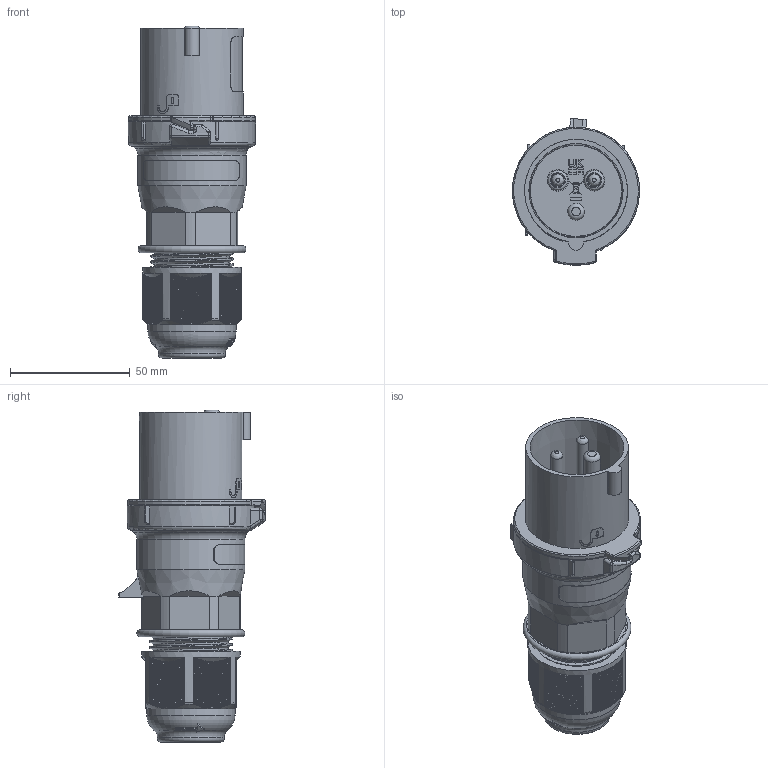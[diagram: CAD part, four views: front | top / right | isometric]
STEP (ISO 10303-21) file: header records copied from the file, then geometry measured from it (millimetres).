
FILE_DESCRIPTION(/* description */ (''),/* implementation_level */ '2;1');
FILE_NAME(/* name */ '2126.stp',/* time_stamp */ '2023-09-13T14:09:50+02:00',/* author */ ('massmann'),/* organization */ (''),/* preprocessor_version */ 'ST-DEVELOPER v17',/* originating_system */ 'Autodesk Inventor 2018',/* authorisation */ '');
FILE_SCHEMA (('AUTOMOTIVE_DESIGN { 1 0 10303 214 3 1 1 }'));
Length unit declared in the file: millimetre
Products named in the file (1): 2126
Bounding box: 52.98 x 61.07 x 138.39 mm (x, y, z)
Volume: 148957 mm3; surface area: 32292 mm2
Topology: 1 solids, 1 shells, 912 faces, 2575 edges, 1700 vertices
Faces by surface type: plane 623, cylinder 119, bspline 100, torus 43, cone 18, sphere 9
Full cylindrical faces by diameter (mm): 0.316 x1, 0.507 x1, 5 x2, 6 x2, 7 x1, 19 x1, 31.291 x2, 34.5 x1, 36.8 x1, 41 x1, 42.9 x1, 45.12 x1
Entity records: 36593 total; most frequent: CARTESIAN_POINT 14540, ORIENTED_EDGE 5136, DIRECTION 3665, EDGE_CURVE 2568, VERTEX_POINT 1700, AXIS2_PLACEMENT_3D 1278, LINE 1109, VECTOR 1109
